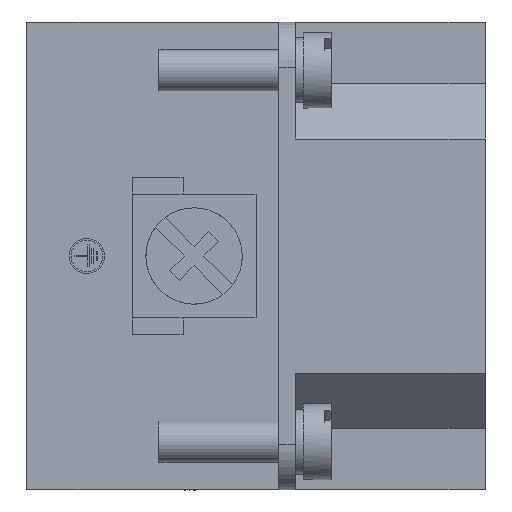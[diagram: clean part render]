
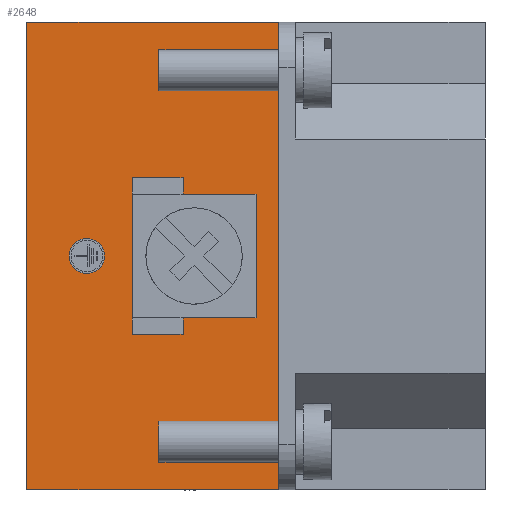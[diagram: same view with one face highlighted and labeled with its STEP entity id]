
A CAD part, left-side view. The second image highlights one B-rep face of the part: STEP entity #2648.
In plain terms, the highlighted planar face has unit normal (-1, 0, 0).
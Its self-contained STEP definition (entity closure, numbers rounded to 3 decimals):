
#1888=FACE_BOUND('',#4318,.T.);
#1889=FACE_BOUND('',#4319,.T.);
#1890=FACE_BOUND('',#4320,.T.);
#1967=CIRCLE('',#13014,1.28);
#2648=ADVANCED_FACE('',(#1888,#1889,#1890),#3139,.T.);
#3139=PLANE('',#13333);
#4318=EDGE_LOOP('',(#6876));
#4319=EDGE_LOOP('',(#6877,#6878,#6879,#6880,#6881,#6882,#6883,#6884));
#4320=EDGE_LOOP('',(#6885,#6886,#6887,#6888));
#6876=ORIENTED_EDGE('',*,*,#9288,.T.);
#6877=ORIENTED_EDGE('',*,*,#9360,.T.);
#6878=ORIENTED_EDGE('',*,*,#9345,.T.);
#6879=ORIENTED_EDGE('',*,*,#9349,.T.);
#6880=ORIENTED_EDGE('',*,*,#9350,.T.);
#6881=ORIENTED_EDGE('',*,*,#9353,.T.);
#6882=ORIENTED_EDGE('',*,*,#9354,.T.);
#6883=ORIENTED_EDGE('',*,*,#9356,.T.);
#6884=ORIENTED_EDGE('',*,*,#9358,.T.);
#6885=ORIENTED_EDGE('',*,*,#9719,.T.);
#6886=ORIENTED_EDGE('',*,*,#9720,.F.);
#6887=ORIENTED_EDGE('',*,*,#9715,.T.);
#6888=ORIENTED_EDGE('',*,*,#9721,.F.);
#7969=VERTEX_POINT('',#18308);
#8010=VERTEX_POINT('',#18432);
#8011=VERTEX_POINT('',#18433);
#8012=VERTEX_POINT('',#18438);
#8013=VERTEX_POINT('',#18442);
#8014=VERTEX_POINT('',#18446);
#8015=VERTEX_POINT('',#18450);
#8016=VERTEX_POINT('',#18454);
#8017=VERTEX_POINT('',#18458);
#8278=VERTEX_POINT('',#19237);
#8279=VERTEX_POINT('',#19238);
#8282=VERTEX_POINT('',#19246);
#8283=VERTEX_POINT('',#19247);
#9288=EDGE_CURVE('',#7969,#7969,#1967,.T.);
#9345=EDGE_CURVE('',#8010,#8011,#10732,.T.);
#9349=EDGE_CURVE('',#8011,#8012,#10736,.T.);
#9350=EDGE_CURVE('',#8012,#8013,#10737,.T.);
#9353=EDGE_CURVE('',#8013,#8014,#10740,.T.);
#9354=EDGE_CURVE('',#8014,#8015,#10741,.T.);
#9356=EDGE_CURVE('',#8015,#8016,#10743,.T.);
#9358=EDGE_CURVE('',#8016,#8017,#10745,.T.);
#9360=EDGE_CURVE('',#8017,#8010,#10747,.T.);
#9715=EDGE_CURVE('',#8278,#8279,#10978,.T.);
#9719=EDGE_CURVE('',#8282,#8283,#10982,.T.);
#9720=EDGE_CURVE('',#8278,#8283,#10983,.T.);
#9721=EDGE_CURVE('',#8282,#8279,#10984,.T.);
#10732=LINE('',#18431,#11977);
#10736=LINE('',#18439,#11981);
#10737=LINE('',#18441,#11982);
#10740=LINE('',#18447,#11985);
#10741=LINE('',#18449,#11986);
#10743=LINE('',#18453,#11988);
#10745=LINE('',#18457,#11990);
#10747=LINE('',#18461,#11992);
#10978=LINE('',#19236,#12223);
#10982=LINE('',#19245,#12227);
#10983=LINE('',#19248,#12228);
#10984=LINE('',#19249,#12229);
#11977=VECTOR('',#15145,1.);
#11981=VECTOR('',#15151,1.);
#11982=VECTOR('',#15154,1.);
#11985=VECTOR('',#15159,1.);
#11986=VECTOR('',#15162,1.);
#11988=VECTOR('',#15166,1.);
#11990=VECTOR('',#15170,1.);
#11992=VECTOR('',#15174,1.);
#12223=VECTOR('',#15973,1.);
#12227=VECTOR('',#15979,1.);
#12228=VECTOR('',#15980,1.);
#12229=VECTOR('',#15981,1.);
#13014=AXIS2_PLACEMENT_3D('',#18307,#15043,#15044);
#13333=AXIS2_PLACEMENT_3D('',#19250,#15982,#15983);
#15043=DIRECTION('',(1.,0.,0.));
#15044=DIRECTION('',(0.,-1.,0.));
#15145=DIRECTION('',(0.,0.,-1.));
#15151=DIRECTION('',(0.,-1.,0.));
#15154=DIRECTION('',(0.,0.,-1.));
#15159=DIRECTION('',(0.,1.,0.));
#15162=DIRECTION('',(0.,0.,-1.));
#15166=DIRECTION('',(0.,1.,0.));
#15170=DIRECTION('',(0.,0.,1.));
#15174=DIRECTION('',(0.,-1.,0.));
#15973=DIRECTION('',(0.,0.,-1.));
#15979=DIRECTION('',(0.,0.,1.));
#15980=DIRECTION('',(0.,-1.,0.));
#15981=DIRECTION('',(0.,1.,0.));
#15982=DIRECTION('',(-1.,0.,0.));
#15983=DIRECTION('',(0.,1.,0.));
#18307=CARTESIAN_POINT('',(-21.85,13.936,0.001));
#18308=CARTESIAN_POINT('',(-21.85,12.656,0.001));
#18431=CARTESIAN_POINT('',(-21.85,6.95,5.701));
#18432=CARTESIAN_POINT('',(-21.85,6.95,5.701));
#18433=CARTESIAN_POINT('',(-21.85,6.95,4.501));
#18438=CARTESIAN_POINT('',(-21.85,1.65,4.501));
#18439=CARTESIAN_POINT('',(-21.85,6.95,4.501));
#18441=CARTESIAN_POINT('',(-21.85,1.65,4.501));
#18442=CARTESIAN_POINT('',(-21.85,1.65,-4.499));
#18446=CARTESIAN_POINT('',(-21.85,6.95,-4.499));
#18447=CARTESIAN_POINT('',(-21.85,1.65,-4.499));
#18449=CARTESIAN_POINT('',(-21.85,6.95,-4.499));
#18450=CARTESIAN_POINT('',(-21.85,6.95,-5.699));
#18453=CARTESIAN_POINT('',(-21.85,6.95,-5.699));
#18454=CARTESIAN_POINT('',(-21.85,10.65,-5.699));
#18457=CARTESIAN_POINT('',(-21.85,10.65,-5.699));
#18458=CARTESIAN_POINT('',(-21.85,10.65,5.701));
#18461=CARTESIAN_POINT('',(-21.85,10.65,5.701));
#19236=CARTESIAN_POINT('',(-21.85,18.3,17.001));
#19237=CARTESIAN_POINT('',(-21.85,18.3,17.001));
#19238=CARTESIAN_POINT('',(-21.85,18.3,-16.999));
#19245=CARTESIAN_POINT('',(-21.85,0.,-16.999));
#19246=CARTESIAN_POINT('',(-21.85,0.,-16.999));
#19247=CARTESIAN_POINT('',(-21.85,0.,17.001));
#19248=CARTESIAN_POINT('',(-21.85,18.3,17.001));
#19249=CARTESIAN_POINT('',(-21.85,0.,-16.999));
#19250=CARTESIAN_POINT('',(-21.85,-15.783,17.951));
